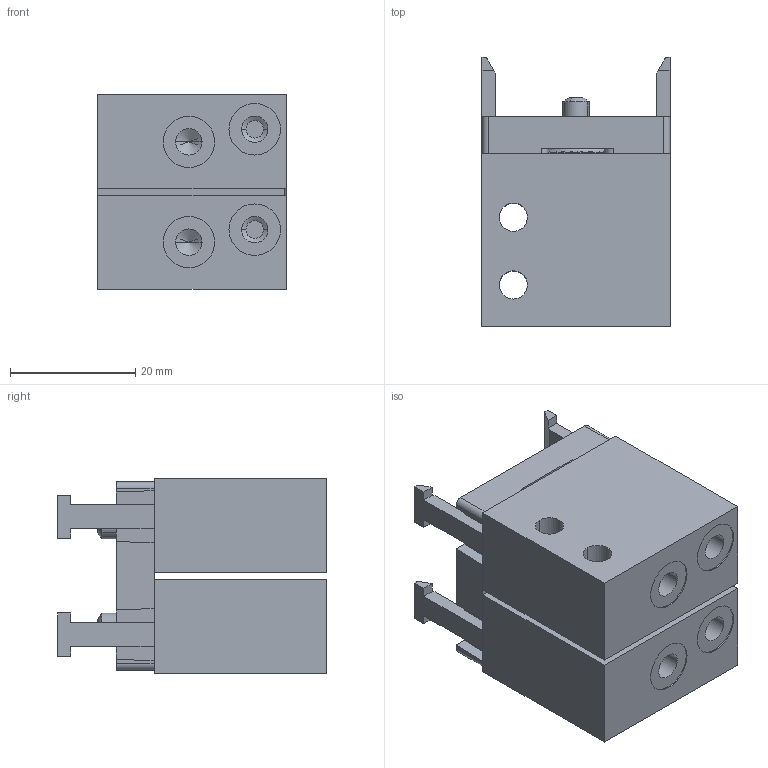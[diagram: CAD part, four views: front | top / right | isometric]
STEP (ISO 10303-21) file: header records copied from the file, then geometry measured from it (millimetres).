
FILE_DESCRIPTION (( 'STEP AP214' ), '1' );
FILE_NAME ('08_192_4.STEP', '2016-07-30T09:47:24', ( '' ), ( '' ), 'SwSTEP 2.0', 'SolidWorks 2016', '' );
FILE_SCHEMA (( 'AUTOMOTIVE_DESIGN' ));
Length unit declared in the file: millimetre
Products named in the file (1): 08_192_4
Bounding box: 30 x 42.9 x 31 mm (x, y, z)
Volume: 28004.6 mm3; surface area: 12925.8 mm2
Topology: 9 solids, 9 shells, 649 faces, 1669 edges, 1046 vertices
Faces by surface type: cone 228, plane 214, cylinder 171, torus 20, sphere 16
Entity records: 20589 total; most frequent: DIRECTION 3711, CARTESIAN_POINT 3545, ORIENTED_EDGE 3294, EDGE_CURVE 1647, AXIS2_PLACEMENT_3D 1478, VERTEX_POINT 1040, CIRCLE 828, VECTOR 755
